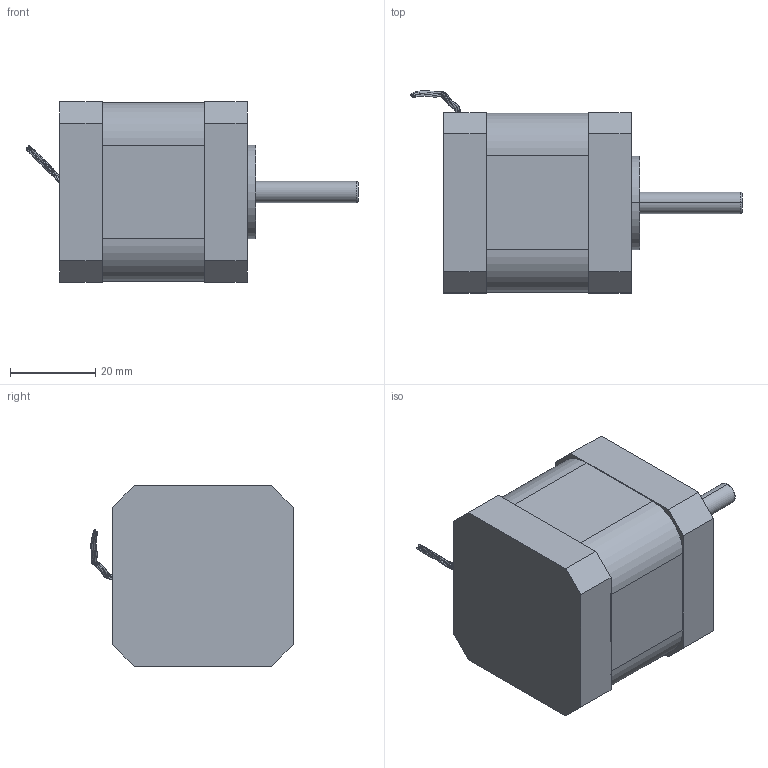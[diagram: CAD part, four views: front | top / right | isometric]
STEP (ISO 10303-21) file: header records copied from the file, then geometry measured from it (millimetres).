
FILE_DESCRIPTION (( 'STEP AP214' ), '1' );
FILE_NAME ('Stepper Motor.STEP', '2023-01-20T19:48:50', ( '' ), ( '' ), 'SwSTEP 2.0', 'SolidWorks 2022', '' );
FILE_SCHEMA (( 'AUTOMOTIVE_DESIGN' ));
Length unit declared in the file: millimetre
Products named in the file (1): Stepper Motor
Bounding box: 77.89 x 47.44 x 42.3 mm (x, y, z)
Volume: 76128.4 mm3; surface area: 11488.2 mm2
Topology: 1 solids, 1 shells, 192 faces, 488 edges, 314 vertices
Faces by surface type: cylinder 118, plane 50, bspline 20, torus 4
Entity records: 13232 total; most frequent: CARTESIAN_POINT 8117, ORIENTED_EDGE 976, DIRECTION 704, EDGE_CURVE 488, VERTEX_POINT 314, AXIS2_PLACEMENT_3D 245, LINE 214, VECTOR 214
